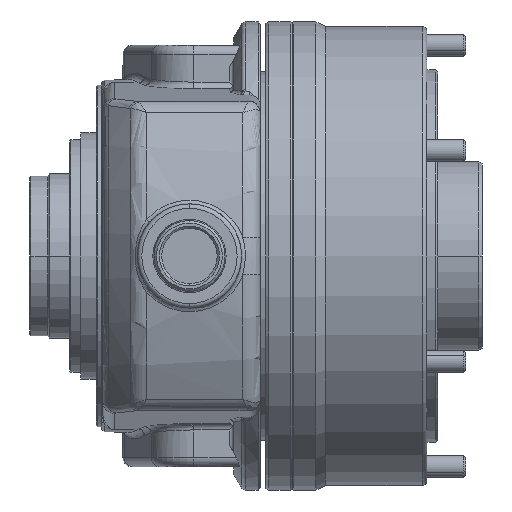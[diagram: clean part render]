
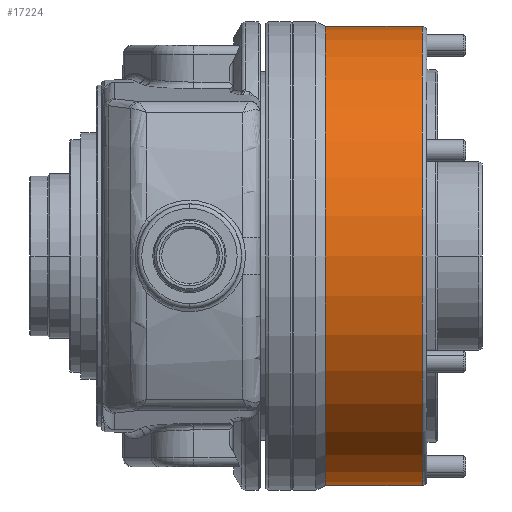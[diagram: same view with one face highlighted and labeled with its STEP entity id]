
A CAD part, front view. The second image highlights one B-rep face of the part: STEP entity #17224.
In plain terms, the highlighted cylindrical face has radius 103.5 mm (diameter 207 mm), a partial arc.
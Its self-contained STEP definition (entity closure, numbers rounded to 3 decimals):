
#1305 = CARTESIAN_POINT ( 'NONE',  ( 107.366, 0., -103.5 ) ) ;
#2189 = VERTEX_POINT ( 'NONE', #18138 ) ;
#2470 = VERTEX_POINT ( 'NONE', #17145 ) ;
#2753 = DIRECTION ( 'NONE',  ( 1., 0., 0. ) ) ;
#3596 = EDGE_CURVE ( 'NONE', #8555, #18829, #11576, .T. ) ;
#4462 = CARTESIAN_POINT ( 'NONE',  ( 107.366, 0., 103.5 ) ) ;
#4715 = ORIENTED_EDGE ( 'NONE', *, *, #12759, .F. ) ;
#5273 = CARTESIAN_POINT ( 'NONE',  ( 58.5, 0., -103.5 ) ) ;
#5797 = DIRECTION ( 'NONE',  ( 1., 0., 0. ) ) ;
#6618 = ORIENTED_EDGE ( 'NONE', *, *, #3596, .T. ) ;
#6992 = CARTESIAN_POINT ( 'NONE',  ( 58.5, 0., 103.5 ) ) ;
#7572 = LINE ( 'NONE', #1305, #10877 ) ;
#7707 = ORIENTED_EDGE ( 'NONE', *, *, #11877, .T. ) ;
#8188 = AXIS2_PLACEMENT_3D ( 'NONE', #10951, #9519, #13797 ) ;
#8555 = VERTEX_POINT ( 'NONE', #5273 ) ;
#9519 = DIRECTION ( 'NONE',  ( 1., 0., 0. ) ) ;
#9686 = VECTOR ( 'NONE', #11592, 1000. ) ;
#10291 = AXIS2_PLACEMENT_3D ( 'NONE', #12563, #14716, #11599 ) ;
#10877 = VECTOR ( 'NONE', #2753, 1000. ) ;
#10939 = AXIS2_PLACEMENT_3D ( 'NONE', #14401, #5797, #15944 ) ;
#10951 = CARTESIAN_POINT ( 'NONE',  ( 107.366, 0., 0. ) ) ;
#11576 = CIRCLE ( 'NONE', #10291, 103.5 ) ;
#11592 = DIRECTION ( 'NONE',  ( 1., 0., 0. ) ) ;
#11599 = DIRECTION ( 'NONE',  ( 0., 0., -1. ) ) ;
#11877 = EDGE_CURVE ( 'NONE', #2189, #2470, #12412, .T. ) ;
#12145 = ORIENTED_EDGE ( 'NONE', *, *, #17357, .T. ) ;
#12412 = CIRCLE ( 'NONE', #10939, 103.5 ) ;
#12563 = CARTESIAN_POINT ( 'NONE',  ( 58.5, 0., 0. ) ) ;
#12759 = EDGE_CURVE ( 'NONE', #2189, #18829, #17557, .T. ) ;
#13150 = CYLINDRICAL_SURFACE ( 'NONE', #8188, 103.5 ) ;
#13797 = DIRECTION ( 'NONE',  ( 0., 0., -1. ) ) ;
#14293 = FACE_OUTER_BOUND ( 'NONE', #15330, .T. ) ;
#14401 = CARTESIAN_POINT ( 'NONE',  ( 14.789, 0., 0. ) ) ;
#14716 = DIRECTION ( 'NONE',  ( -1., 0., 0. ) ) ;
#15330 = EDGE_LOOP ( 'NONE', ( #4715, #7707, #12145, #6618 ) ) ;
#15944 = DIRECTION ( 'NONE',  ( 0., 0., -1. ) ) ;
#17145 = CARTESIAN_POINT ( 'NONE',  ( 14.789, 0., -103.5 ) ) ;
#17224 = ADVANCED_FACE ( 'NONE', ( #14293 ), #13150, .T. ) ;
#17357 = EDGE_CURVE ( 'NONE', #2470, #8555, #7572, .T. ) ;
#17557 = LINE ( 'NONE', #4462, #9686 ) ;
#18138 = CARTESIAN_POINT ( 'NONE',  ( 14.789, 0., 103.5 ) ) ;
#18829 = VERTEX_POINT ( 'NONE', #6992 ) ;
